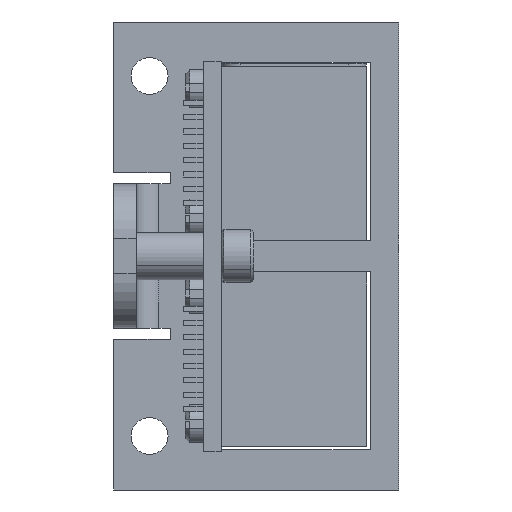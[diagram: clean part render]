
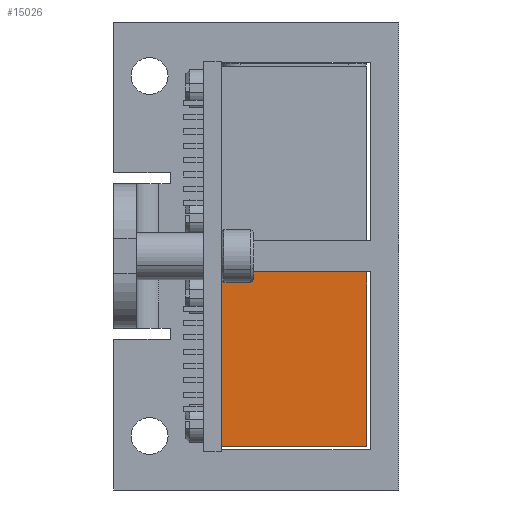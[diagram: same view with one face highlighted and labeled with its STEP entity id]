
A CAD part, front view. The second image highlights one B-rep face of the part: STEP entity #15026.
In plain terms, the highlighted face is planar.
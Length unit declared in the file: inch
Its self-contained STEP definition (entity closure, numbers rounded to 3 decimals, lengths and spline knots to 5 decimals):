
#2071 = VERTEX_POINT ( 'NONE', #108650 ) ;
#15026 = ADVANCED_FACE ( 'NONE', ( #29933 ), #143584, .F. ) ;
#17271 = ORIENTED_EDGE ( 'NONE', *, *, #92906, .F. ) ;
#20036 = EDGE_CURVE ( 'NONE', #2071, #48482, #168711, .T. ) ;
#27091 = VERTEX_POINT ( 'NONE', #71482 ) ;
#29933 = FACE_OUTER_BOUND ( 'NONE', #166898, .T. ) ;
#44739 = VERTEX_POINT ( 'NONE', #50339 ) ;
#48482 = VERTEX_POINT ( 'NONE', #109256 ) ;
#49226 = AXIS2_PLACEMENT_3D ( 'NONE', #102816, #64440, #49335 ) ;
#49335 = DIRECTION ( 'NONE',  ( 1., 0., 0. ) ) ;
#50339 = CARTESIAN_POINT ( 'NONE',  ( 0.3025, -0.2525, 0. ) ) ;
#52540 = DIRECTION ( 'NONE',  ( -1., 0., 0. ) ) ;
#64440 = DIRECTION ( 'NONE',  ( 0., 0., 1. ) ) ;
#70464 = ORIENTED_EDGE ( 'NONE', *, *, #90288, .F. ) ;
#71482 = CARTESIAN_POINT ( 'NONE',  ( -0.3025, -0.2525, 0. ) ) ;
#73815 = VECTOR ( 'NONE', #84022, 39.37008 ) ;
#84022 = DIRECTION ( 'NONE',  ( 0., 1., 0. ) ) ;
#88723 = ORIENTED_EDGE ( 'NONE', *, *, #20036, .F. ) ;
#90288 = EDGE_CURVE ( 'NONE', #27091, #44739, #100285, .T. ) ;
#92906 = EDGE_CURVE ( 'NONE', #48482, #27091, #110102, .T. ) ;
#98873 = DIRECTION ( 'NONE',  ( 0., -1., 0. ) ) ;
#100285 = LINE ( 'NONE', #164639, #158588 ) ;
#102816 = CARTESIAN_POINT ( 'NONE',  ( -0.3025, -0.2525, 0. ) ) ;
#108650 = CARTESIAN_POINT ( 'NONE',  ( 0.3025, 0.2525, 0. ) ) ;
#109155 = ORIENTED_EDGE ( 'NONE', *, *, #143396, .F. ) ;
#109236 = LINE ( 'NONE', #162688, #73815 ) ;
#109256 = CARTESIAN_POINT ( 'NONE',  ( -0.3025, 0.2525, 0. ) ) ;
#110102 = LINE ( 'NONE', #110571, #124708 ) ;
#110571 = CARTESIAN_POINT ( 'NONE',  ( -0.3025, 0.2525, 0. ) ) ;
#124708 = VECTOR ( 'NONE', #98873, 39.37008 ) ;
#132276 = CARTESIAN_POINT ( 'NONE',  ( -0.3025, 0.2525, 0. ) ) ;
#143396 = EDGE_CURVE ( 'NONE', #44739, #2071, #109236, .T. ) ;
#143584 = PLANE ( 'NONE',  #49226 ) ;
#158265 = VECTOR ( 'NONE', #52540, 39.37008 ) ;
#158588 = VECTOR ( 'NONE', #164070, 39.37008 ) ;
#162688 = CARTESIAN_POINT ( 'NONE',  ( 0.3025, 0.2525, 0. ) ) ;
#164070 = DIRECTION ( 'NONE',  ( 1., 0., 0. ) ) ;
#164639 = CARTESIAN_POINT ( 'NONE',  ( -0.3025, -0.2525, 0. ) ) ;
#166898 = EDGE_LOOP ( 'NONE', ( #17271, #88723, #109155, #70464 ) ) ;
#168711 = LINE ( 'NONE', #132276, #158265 ) ;
